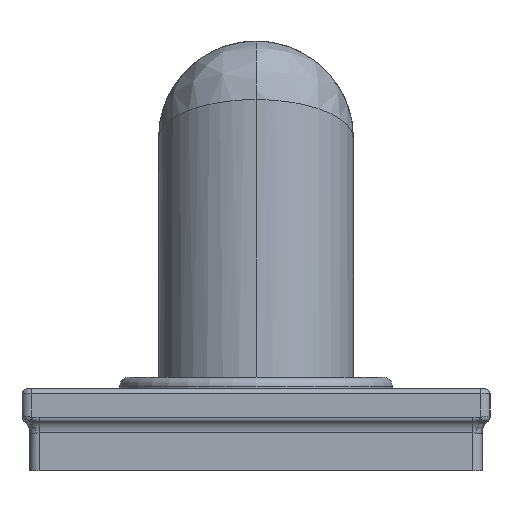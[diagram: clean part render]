
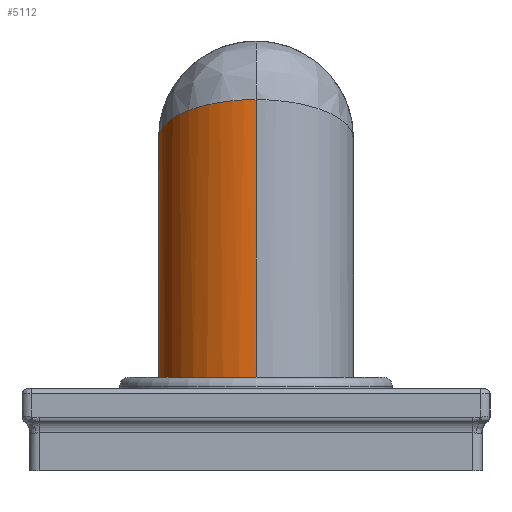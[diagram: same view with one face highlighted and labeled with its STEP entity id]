
A CAD part, left-side view. The second image highlights one B-rep face of the part: STEP entity #5112.
In plain terms, the highlighted cylindrical face has radius 15.875 mm (diameter 31.75 mm), a partial arc.
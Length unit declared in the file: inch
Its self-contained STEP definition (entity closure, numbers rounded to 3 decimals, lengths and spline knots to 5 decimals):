
#1248=CARTESIAN_POINT('',(-2.,0.,0.6));
#1249=DIRECTION('',(0.,0.,-1.));
#1250=DIRECTION('',(-1.,0.,0.));
#1251=AXIS2_PLACEMENT_3D('',#1248,#1249,#1250);
#1253=CARTESIAN_POINT('',(-1.375,0.,
1.443));
#1254=CARTESIAN_POINT('',(-1.375,0.01664,
1.443));
#1255=CARTESIAN_POINT('',(-1.37633,0.0502,
1.44447));
#1256=CARTESIAN_POINT('',(-1.38249,0.10098,
1.45123));
#1257=CARTESIAN_POINT('',(-1.39303,0.15214,
1.46282));
#1258=CARTESIAN_POINT('',(-1.40826,0.20362,
1.47956));
#1259=CARTESIAN_POINT('',(-1.42866,0.25547,
1.50198));
#1260=CARTESIAN_POINT('',(-1.45475,0.30741,
1.53066));
#1261=CARTESIAN_POINT('',(-1.48717,0.35907,
1.56629));
#1262=CARTESIAN_POINT('',(-1.52654,0.40976,
1.60958));
#1263=CARTESIAN_POINT('',(-1.5734,0.45852,
1.66108));
#1264=CARTESIAN_POINT('',(-1.62807,0.50405,
1.72118));
#1265=CARTESIAN_POINT('',(-1.69055,0.54479,1.78985));
#1266=CARTESIAN_POINT('',(-1.76035,0.57903,1.86657));
#1267=CARTESIAN_POINT('',(-1.83636,0.60503,
1.95012));
#1268=CARTESIAN_POINT('',(-1.91708,0.62131,
2.03885));
#1269=CARTESIAN_POINT('',(-1.97214,0.625,
2.09938));
#1270=CARTESIAN_POINT('',(-2.,0.625,2.13));
#1272=CARTESIAN_POINT('',(-2.625,0.,2.38));
#1273=CARTESIAN_POINT('',(-2.625,0.02079,
2.38));
#1274=CARTESIAN_POINT('',(-2.62292,0.06243,
2.37916));
#1275=CARTESIAN_POINT('',(-2.61357,0.12438,
2.37543));
#1276=CARTESIAN_POINT('',(-2.598,0.18533,
2.36921));
#1277=CARTESIAN_POINT('',(-2.57625,0.24475,
2.36049));
#1278=CARTESIAN_POINT('',(-2.5484,0.30207,
2.34937));
#1279=CARTESIAN_POINT('',(-2.51457,0.35669,
2.33583));
#1280=CARTESIAN_POINT('',(-2.47492,0.40803,
2.31996));
#1281=CARTESIAN_POINT('',(-2.42972,0.45542,
2.30189));
#1282=CARTESIAN_POINT('',(-2.37931,0.49822,
2.28172));
#1283=CARTESIAN_POINT('',(-2.32412,0.53579,
2.25964));
#1284=CARTESIAN_POINT('',(-2.26472,0.56751,
2.23589));
#1285=CARTESIAN_POINT('',(-2.2018,0.59283,
2.21073));
#1286=CARTESIAN_POINT('',(-2.13613,0.61127,
2.18444));
#1287=CARTESIAN_POINT('',(-2.06859,0.62249,
2.15743));
#1288=CARTESIAN_POINT('',(-2.02287,0.625,
2.13923));
#1289=CARTESIAN_POINT('',(-2.,0.625,2.13));
#1291=DIRECTION('',(0.,0.,-1.));
#1292=VECTOR('',#1291,1.78);
#1293=CARTESIAN_POINT('',(-2.625,0.,2.38));
#1294=LINE('',#1293,#1292);
#2254=DIRECTION('',(0.,0.,-1.));
#2255=VECTOR('',#2254,0.843);
#2256=CARTESIAN_POINT('',(-1.375,0.,
1.443));
#2257=LINE('',#2256,#2255);
#2334=CARTESIAN_POINT('',(-2.625,0.,2.38));
#2336=VERTEX_POINT('',#2334);
#2342=VERTEX_POINT('',#1253);
#2343=VERTEX_POINT('',#1270);
#2358=CARTESIAN_POINT('',(-1.375,0.,0.6));
#2359=CARTESIAN_POINT('',(-2.625,0.,0.6));
#2360=VERTEX_POINT('',#2358);
#2361=VERTEX_POINT('',#2359);
#5096=CARTESIAN_POINT('',(-2.,0.,2.13));
#5097=DIRECTION('',(0.,0.,-1.));
#5098=DIRECTION('',(1.,0.,0.));
#5099=AXIS2_PLACEMENT_3D('',#5096,#5097,#5098);
#5100=CYLINDRICAL_SURFACE('',#5099,0.625);
#5102=ORIENTED_EDGE('',*,*,#5101,.T.);
#5104=ORIENTED_EDGE('',*,*,#5103,.F.);
#5105=ORIENTED_EDGE('',*,*,#5088,.T.);
#5107=ORIENTED_EDGE('',*,*,#5106,.F.);
#5109=ORIENTED_EDGE('',*,*,#5108,.T.);
#5110=EDGE_LOOP('',(#5102,#5104,#5105,#5107,#5109));
#5111=FACE_OUTER_BOUND('',#5110,.F.);
#5112=ADVANCED_FACE('',(#5111),#5100,.T.);
#1252=CIRCLE('',#1251,0.625);
#1271=B_SPLINE_CURVE_WITH_KNOTS('',3,(#1253,#1254,#1255,#1256,#1257,#1258,#1259,
#1260,#1261,#1262,#1263,#1264,#1265,#1266,#1267,#1268,#1269,#1270),
.UNSPECIFIED.,.F.,.F.,(4,1,1,1,1,1,1,1,1,1,1,1,1,1,1,4),(0.,0.06667,
0.13333,0.2,0.26667,0.33333,0.4,
0.46667,0.53333,0.6,0.66667,0.73333,
0.8,0.86667,0.93333,1.),.UNSPECIFIED.);
#1290=B_SPLINE_CURVE_WITH_KNOTS('',3,(#1272,#1273,#1274,#1275,#1276,#1277,#1278,
#1279,#1280,#1281,#1282,#1283,#1284,#1285,#1286,#1287,#1288,#1289),
.UNSPECIFIED.,.F.,.F.,(4,1,1,1,1,1,1,1,1,1,1,1,1,1,1,4),(0.,0.06667,
0.13333,0.2,0.26667,0.33333,0.4,
0.46667,0.53333,0.6,0.66667,0.73333,
0.8,0.86667,0.93333,1.),.UNSPECIFIED.);
#5088=EDGE_CURVE('',#2342,#2343,#1271,.T.);
#5101=EDGE_CURVE('',#2361,#2360,#1252,.T.);
#5103=EDGE_CURVE('',#2342,#2360,#2257,.T.);
#5106=EDGE_CURVE('',#2336,#2343,#1290,.T.);
#5108=EDGE_CURVE('',#2336,#2361,#1294,.T.);
